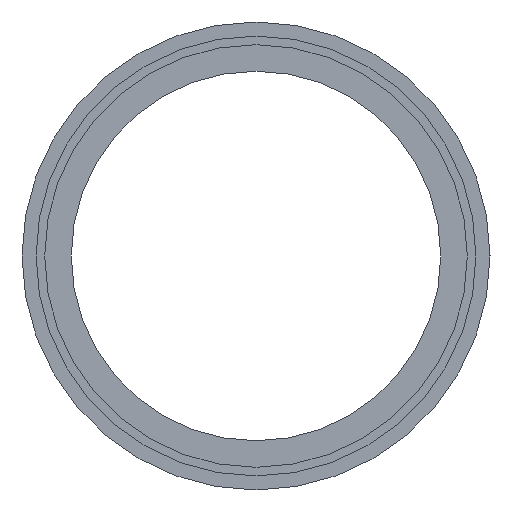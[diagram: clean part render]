
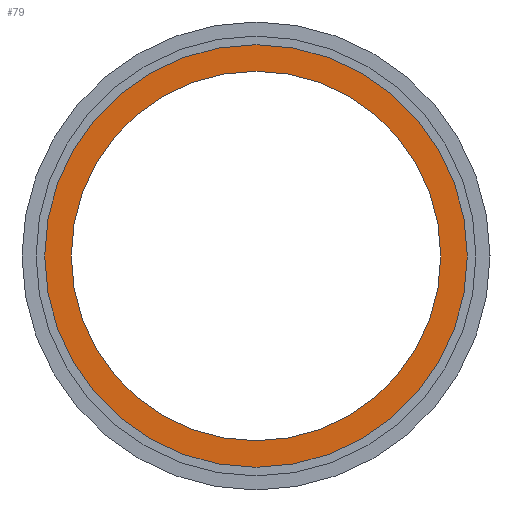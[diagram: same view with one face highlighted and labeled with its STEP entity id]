
A CAD part, left-side view. The second image highlights one B-rep face of the part: STEP entity #79.
In plain terms, the highlighted planar face has unit normal (-1, 0, 0).
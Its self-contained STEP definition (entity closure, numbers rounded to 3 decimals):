
#79 = ADVANCED_FACE( '', ( #162, #163 ), #164, .T. );
#162 = FACE_BOUND( '', #384, .T. );
#163 = FACE_OUTER_BOUND( '', #385, .T. );
#164 = PLANE( '', #386 );
#384 = EDGE_LOOP( '', ( #614 ) );
#385 = EDGE_LOOP( '', ( #615 ) );
#386 = AXIS2_PLACEMENT_3D( '', #616, #617, #618 );
#614 = ORIENTED_EDGE( '', *, *, #969, .T. );
#615 = ORIENTED_EDGE( '', *, *, #968, .F. );
#616 = CARTESIAN_POINT( '', ( 0.2, 8.579, 0. ) );
#617 = DIRECTION( '', ( -1., 0., 0. ) );
#618 = DIRECTION( '', ( 0., 0., 1. ) );
#968 = EDGE_CURVE( '', #1046, #1046, #1047, .T. );
#969 = EDGE_CURVE( '', #1048, #1048, #1049, .T. );
#1046 = VERTEX_POINT( '', #1194 );
#1047 = CIRCLE( '', #1195, 8.579 );
#1048 = VERTEX_POINT( '', #1196 );
#1049 = CIRCLE( '', #1197, 7.5 );
#1194 = CARTESIAN_POINT( '', ( 0.2, 0., -8.579 ) );
#1195 = AXIS2_PLACEMENT_3D( '', #1346, #1347, #1348 );
#1196 = CARTESIAN_POINT( '', ( 0.2, 0., -7.5 ) );
#1197 = AXIS2_PLACEMENT_3D( '', #1349, #1350, #1351 );
#1346 = CARTESIAN_POINT( '', ( 0.2, 0., 0. ) );
#1347 = DIRECTION( '', ( 1., 0., 0. ) );
#1348 = DIRECTION( '', ( 0., 0., -1. ) );
#1349 = CARTESIAN_POINT( '', ( 0.2, 0., 0. ) );
#1350 = DIRECTION( '', ( 1., 0., 0. ) );
#1351 = DIRECTION( '', ( 0., 0., -1. ) );
